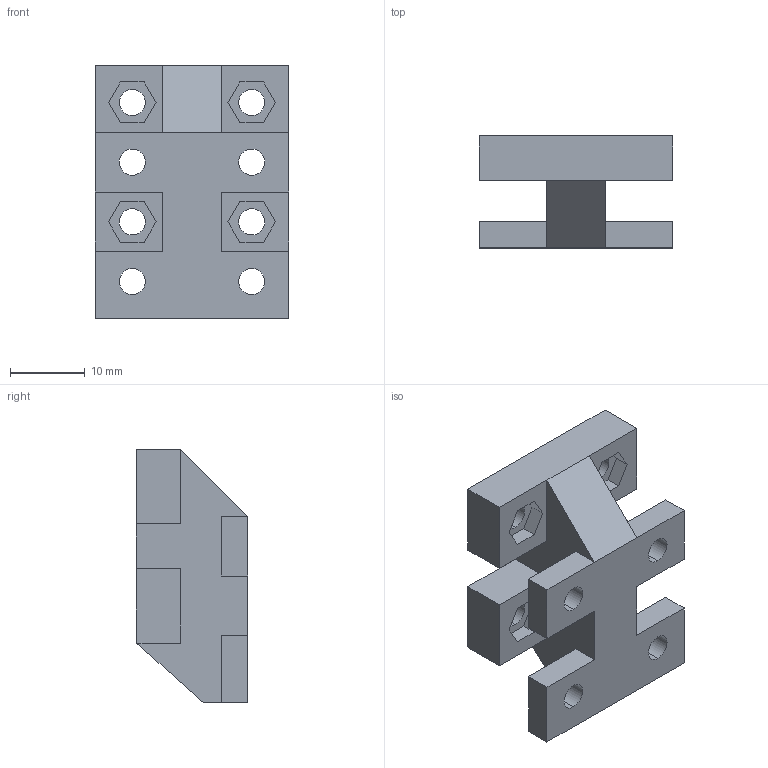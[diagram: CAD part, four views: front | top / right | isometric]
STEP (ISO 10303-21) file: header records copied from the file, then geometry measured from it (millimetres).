
FILE_DESCRIPTION (( 'STEP AP203' ), '1' );
FILE_NAME ('y_belt_cramper_a.STEP', '2013-06-24T14:40:09', ( 'LVG' ), ( 'MouseComputer PC' ), 'SwSTEP 2.0', 'SolidWorks 2013', '' );
FILE_SCHEMA (( 'CONFIG_CONTROL_DESIGN' ));
Length unit declared in the file: millimetre
Products named in the file (1): y_belt_cramper_a
Bounding box: 26 x 15 x 34 mm (x, y, z)
Volume: 6196.9 mm3; surface area: 3911.1 mm2
Topology: 1 solids, 1 shells, 80 faces, 218 edges, 144 vertices
Faces by surface type: plane 64, cylinder 16
Entity records: 2611 total; most frequent: CARTESIAN_POINT 443, ORIENTED_EDGE 436, DIRECTION 412, EDGE_CURVE 218, VECTOR 186, LINE 186, VERTEX_POINT 144, AXIS2_PLACEMENT_3D 113
